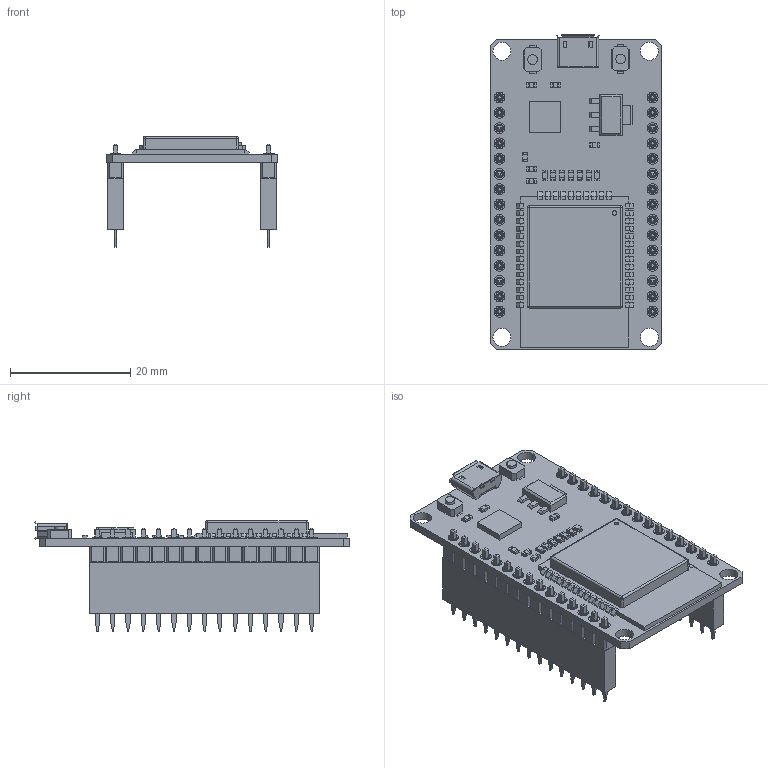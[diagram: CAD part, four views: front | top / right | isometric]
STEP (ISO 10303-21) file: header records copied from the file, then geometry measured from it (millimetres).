
FILE_DESCRIPTION(('FreeCAD Model'),'2;1');
FILE_NAME('Open CASCADE Shape Model','2022-08-14T19:11:40',( 'kicad StepUp'),('ksu MCAD'),'Open CASCADE STEP processor 7.5', 'FreeCAD','Unknown');
FILE_SCHEMA(('AUTOMOTIVE_DESIGN { 1 0 10303 214 1 1 1 1 }'));
Length unit declared in the file: millimetre
Products named in the file (18): DOIT_ESP32_devkit_V1; PinBodyLeft; PinsLeft; PinBodyRight; PinsLeftRight; PCB_Body; Pads001; PinSocketPinsLeft; PiSocketBodyLeft; PinSocketPinsRight; PiSocketBodyRight; USB; IC_USB; ESP033; AMS1118; LED; Resistors; PushButtons
Assembly tree (17 placements, depth 2):
  DOIT_ESP32_devkit_V1
    PinBodyLeft
    PinsLeft
    PinBodyRight
    PinsLeftRight
    PCB_Body
    Pads001
    PinSocketPinsLeft
    PiSocketBodyLeft
    PinSocketPinsRight
    PiSocketBodyRight
    USB
    IC_USB
    ESP033
    AMS1118
    LED
    Resistors
    PushButtons
Bounding box: 28.5 x 52.24 x 18.41 mm (x, y, z)
Volume: 5247.3 mm3; surface area: 10125.9 mm2
Topology: 114 solids, 114 shells, 2884 faces, 6559 edges, 3808 vertices
Faces by surface type: plane 2265, cylinder 433, sphere 180, torus 6
Full cylindrical faces by diameter (mm): 0.723 x1, 1 x30, 1.3 x30, 1.6 x2, 1.8 x30, 3 x4
Entity records: 87052 total; most frequent: CARTESIAN_POINT 13089, DIRECTION 13045, ORIENTED_EDGE 12758, EDGE_CURVE 6379, LINE 5517, VECTOR 5517, VERTEX_POINT 3808, AXIS2_PLACEMENT_3D 3764
